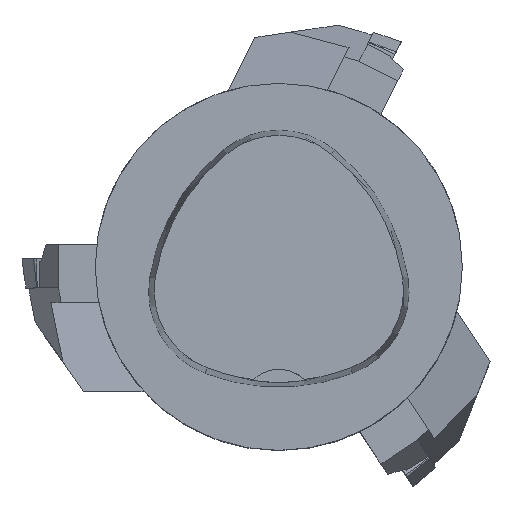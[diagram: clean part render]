
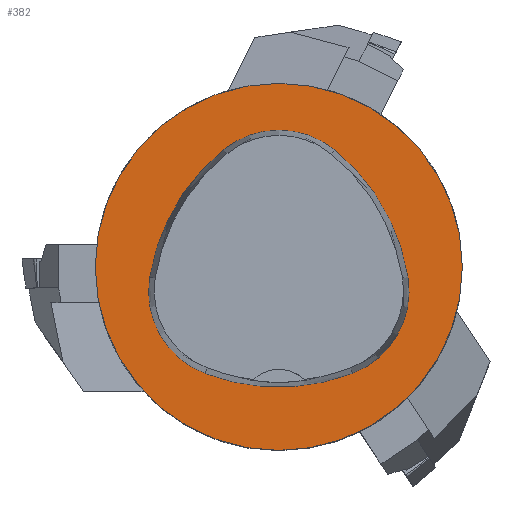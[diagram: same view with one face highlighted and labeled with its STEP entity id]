
A CAD part, top view. The second image highlights one B-rep face of the part: STEP entity #382.
In plain terms, the highlighted planar face has unit normal (0, 0, 1).
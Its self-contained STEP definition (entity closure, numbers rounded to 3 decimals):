
#177=PLANE('',#2198);
#382=ADVANCED_FACE('',(#563,#564),#177,.T.);
#497=CIRCLE('',#2170,25.);
#498=CIRCLE('',#2176,28.);
#500=CIRCLE('',#2179,12.);
#502=CIRCLE('',#2182,28.);
#504=CIRCLE('',#2185,12.);
#508=CIRCLE('',#2190,28.);
#510=CIRCLE('',#2193,12.);
#563=FACE_BOUND('',#610,.T.);
#564=FACE_BOUND('',#611,.T.);
#610=EDGE_LOOP('',(#809,#810,#811,#812,#813,#814));
#611=EDGE_LOOP('',(#815));
#809=ORIENTED_EDGE('',*,*,#1491,.T.);
#810=ORIENTED_EDGE('',*,*,#1471,.T.);
#811=ORIENTED_EDGE('',*,*,#1475,.T.);
#812=ORIENTED_EDGE('',*,*,#1478,.T.);
#813=ORIENTED_EDGE('',*,*,#1481,.T.);
#814=ORIENTED_EDGE('',*,*,#1489,.T.);
#815=ORIENTED_EDGE('',*,*,#1462,.F.);
#1284=VERTEX_POINT('',#2991);
#1293=VERTEX_POINT('',#3010);
#1294=VERTEX_POINT('',#3011);
#1297=VERTEX_POINT('',#3019);
#1299=VERTEX_POINT('',#3025);
#1301=VERTEX_POINT('',#3031);
#1308=VERTEX_POINT('',#3052);
#1462=EDGE_CURVE('',#1284,#1284,#497,.T.);
#1471=EDGE_CURVE('',#1293,#1294,#498,.T.);
#1475=EDGE_CURVE('',#1294,#1297,#500,.T.);
#1478=EDGE_CURVE('',#1297,#1299,#502,.T.);
#1481=EDGE_CURVE('',#1299,#1301,#504,.T.);
#1489=EDGE_CURVE('',#1301,#1308,#508,.T.);
#1491=EDGE_CURVE('',#1308,#1293,#510,.T.);
#2170=AXIS2_PLACEMENT_3D('',#2990,#2400,#2401);
#2176=AXIS2_PLACEMENT_3D('',#3009,#2416,#2417);
#2179=AXIS2_PLACEMENT_3D('',#3018,#2424,#2425);
#2182=AXIS2_PLACEMENT_3D('',#3024,#2431,#2432);
#2185=AXIS2_PLACEMENT_3D('',#3030,#2438,#2439);
#2190=AXIS2_PLACEMENT_3D('',#3053,#2450,#2451);
#2193=AXIS2_PLACEMENT_3D('',#3056,#2456,#2457);
#2198=AXIS2_PLACEMENT_3D('',#3061,#2466,#2467);
#2400=DIRECTION('',(0.,0.,-1.));
#2401=DIRECTION('',(-1.,0.,0.));
#2416=DIRECTION('',(0.,0.,-1.));
#2417=DIRECTION('',(-1.,0.,0.));
#2424=DIRECTION('',(0.,0.,-1.));
#2425=DIRECTION('',(-1.,0.,0.));
#2431=DIRECTION('',(0.,0.,-1.));
#2432=DIRECTION('',(-1.,0.,0.));
#2438=DIRECTION('',(0.,0.,-1.));
#2439=DIRECTION('',(-1.,0.,0.));
#2450=DIRECTION('',(0.,0.,-1.));
#2451=DIRECTION('',(-1.,0.,0.));
#2456=DIRECTION('',(0.,0.,-1.));
#2457=DIRECTION('',(-1.,0.,0.));
#2466=DIRECTION('',(0.,0.,1.));
#2467=DIRECTION('',(1.,0.,0.));
#2990=CARTESIAN_POINT('',(0.,0.,0.));
#2991=CARTESIAN_POINT('',(-25.,0.,0.));
#3009=CARTESIAN_POINT('',(10.068,-5.824,0.));
#3010=CARTESIAN_POINT('',(-17.584,-1.424,0.));
#3011=CARTESIAN_POINT('',(-7.531,15.953,0.));
#3018=CARTESIAN_POINT('',(0.011,6.62,0.));
#3019=CARTESIAN_POINT('',(7.567,15.942,0.));
#3024=CARTESIAN_POINT('',(-10.063,-5.81,0.));
#3025=CARTESIAN_POINT('',(17.59,-1.418,0.));
#3030=CARTESIAN_POINT('',(5.739,-3.3,0.));
#3031=CARTESIAN_POINT('',(10.05,-14.499,0.));
#3052=CARTESIAN_POINT('',(-10.025,-14.516,0.));
#3053=CARTESIAN_POINT('',(-0.01,11.631,0.));
#3056=CARTESIAN_POINT('',(-5.733,-3.31,0.));
#3061=CARTESIAN_POINT('',(0.,0.,0.));
